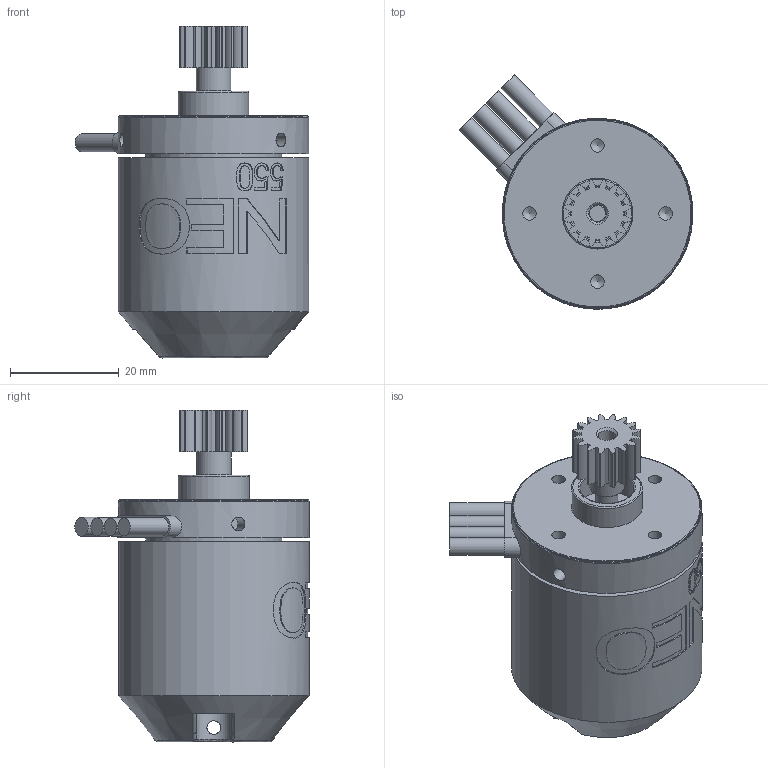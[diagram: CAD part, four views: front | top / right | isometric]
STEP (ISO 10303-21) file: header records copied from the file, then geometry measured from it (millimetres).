
FILE_DESCRIPTION (( 'STEP AP214' ), '1' );
FILE_NAME ('am-4259_16T NEO550 with 16T 0.7mod Pinion for Sport Gearboxes.STEP', '2020-06-10T19:37:28', ( '' ), ( '' ), 'SwSTEP 2.0', 'SolidWorks 2019', '' );
FILE_SCHEMA (( 'AUTOMOTIVE_DESIGN' ));
Length unit declared in the file: millimetre
Products named in the file (1): am-4259_16T NEO550 with 16T 0.7mod Pinion for Sport Gearboxes
Bounding box: 42.91 x 43 x 60.94 mm (x, y, z)
Volume: 40509.3 mm3; surface area: 9688.5 mm2
Topology: 2 solids, 2 shells, 247 faces, 636 edges, 417 vertices
Faces by surface type: cylinder 105, plane 64, bspline 63, cone 14, torus 1
Full cylindrical faces by diameter (mm): 2.5 x14, 3.17 x1, 3.2 x1, 3.25 x3, 3.5 x1, 3.9 x1, 4 x2, 6.35 x1, 10 x1, 13 x1, 25 x1, 35 x2
Entity records: 20497 total; most frequent: CARTESIAN_POINT 12271, ORIENTED_EDGE 1138, DIRECTION 1048, EDGE_CURVE 569, AXIS2_PLACEMENT_3D 426, VERTEX_POINT 399, EDGE_LOOP 324, FACE_OUTER_BOUND 282
